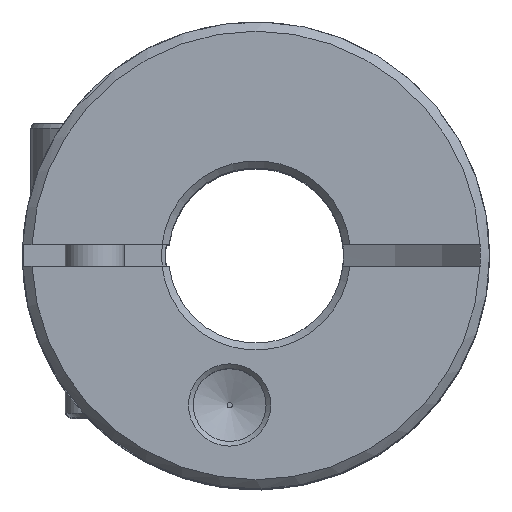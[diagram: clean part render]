
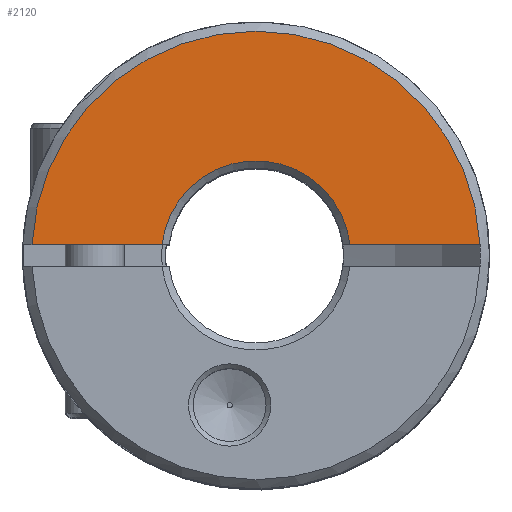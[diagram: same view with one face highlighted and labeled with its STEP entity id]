
A CAD part, top view. The second image highlights one B-rep face of the part: STEP entity #2120.
In plain terms, the highlighted planar face has unit normal (0, 0, 1).
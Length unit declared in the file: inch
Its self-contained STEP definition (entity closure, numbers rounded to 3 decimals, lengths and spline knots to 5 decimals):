
#47=PLANE('',#2277);
#153=FACE_OUTER_BOUND('',#262,.T.);
#262=EDGE_LOOP('',(#1624,#1625,#1626,#1627));
#374=CIRCLE('',#2278,0.48);
#375=CIRCLE('',#2279,0.2025);
#586=LINE('',#5671,#725);
#587=LINE('',#5689,#726);
#725=VECTOR('',#2611,0.3937);
#726=VECTOR('',#2616,0.27829);
#930=VERTEX_POINT('',#5669);
#931=VERTEX_POINT('',#5670);
#932=VERTEX_POINT('',#5686);
#933=VERTEX_POINT('',#5688);
#1191=EDGE_CURVE('',#930,#931,#586,.T.);
#1194=EDGE_CURVE('',#930,#932,#374,.T.);
#1195=EDGE_CURVE('',#933,#932,#587,.T.);
#1196=EDGE_CURVE('',#933,#931,#375,.T.);
#1624=ORIENTED_EDGE('',*,*,#1194,.T.);
#1625=ORIENTED_EDGE('',*,*,#1195,.F.);
#1626=ORIENTED_EDGE('',*,*,#1196,.T.);
#1627=ORIENTED_EDGE('',*,*,#1191,.F.);
#2120=ADVANCED_FACE('',(#153),#47,.T.);
#2277=AXIS2_PLACEMENT_3D('',#5685,#2612,#2613);
#2278=AXIS2_PLACEMENT_3D('',#5687,#2614,#2615);
#2279=AXIS2_PLACEMENT_3D('',#5690,#2617,#2618);
#2611=DIRECTION('',(-1.,0.,0.));
#2612=DIRECTION('center_axis',(0.,0.,1.));
#2613=DIRECTION('ref_axis',(1.,0.,0.));
#2614=DIRECTION('center_axis',(0.,0.,1.));
#2615=DIRECTION('ref_axis',(0.999,0.049,0.));
#2616=DIRECTION('',(-1.,0.,0.));
#2617=DIRECTION('center_axis',(0.,0.,-1.));
#2618=DIRECTION('ref_axis',(-0.993,0.116,0.));
#5669=CARTESIAN_POINT('',(0.47943,0.02344,0.35));
#5670=CARTESIAN_POINT('',(0.20114,0.02344,0.35));
#5671=CARTESIAN_POINT('',(-0.07068,0.02344,0.35));
#5685=CARTESIAN_POINT('Origin',(0.,0.,0.35));
#5686=CARTESIAN_POINT('',(-0.47943,0.02344,0.35));
#5687=CARTESIAN_POINT('Origin',(0.,0.,0.35));
#5688=CARTESIAN_POINT('',(-0.20114,0.02344,0.35));
#5689=CARTESIAN_POINT('',(-0.20114,0.02344,0.35));
#5690=CARTESIAN_POINT('Origin',(0.,0.,0.35));
